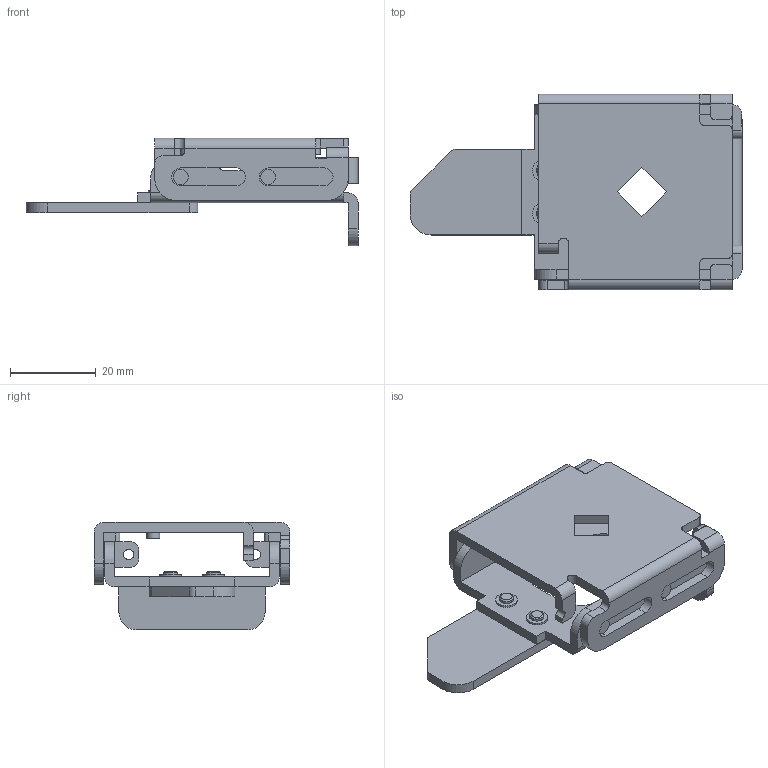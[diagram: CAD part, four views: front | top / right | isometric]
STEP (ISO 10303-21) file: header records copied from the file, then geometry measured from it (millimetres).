
FILE_DESCRIPTION (( 'STEP AP203' ), '1' );
FILE_NAME ('AC-25-ES-2.STEP', '2020-03-10T01:18:49', ( '' ), ( '' ), 'SwSTEP 2.0', 'SolidWorks 2018', '' );
FILE_SCHEMA (( 'CONFIG_CONTROL_DESIGN' ));
Length unit declared in the file: millimetre
Products named in the file (5): AC-25-ES-2_ベース_; AC-25-ES-2; AC-25-ES-2_レバー_; AC-25-ES-2_止め金_; AC-25-ES-2_十字穴付皿小ねじ_内径基準ver1.02_M4x6十字穴付皿小ねじ(鉄)
Assembly tree (5 placements, depth 2):
  AC-25-ES-2
    AC-25-ES-2_ベース_
    AC-25-ES-2_レバー_
    AC-25-ES-2_止め金_
    AC-25-ES-2_十字穴付皿小ねじ_内径基準ver1.02_M4x6十字穴付皿小ねじ(鉄)  x2
Bounding box: 77.3 x 45.6 x 25 mm (x, y, z)
Volume: 13580.8 mm3; surface area: 14448.2 mm2
Topology: 5 solids, 5 shells, 271 faces, 727 edges, 480 vertices
Faces by surface type: plane 151, cylinder 108, cone 12
Entity records: 8016 total; most frequent: CARTESIAN_POINT 1322, DIRECTION 1317, ORIENTED_EDGE 1270, EDGE_CURVE 635, AXIS2_PLACEMENT_3D 447, VECTOR 423, LINE 423, VERTEX_POINT 420
